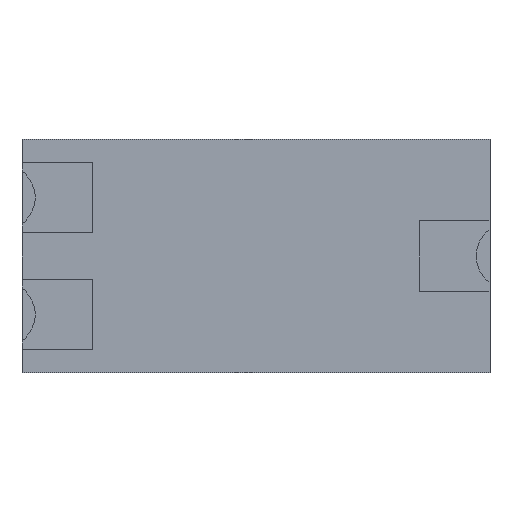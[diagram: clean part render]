
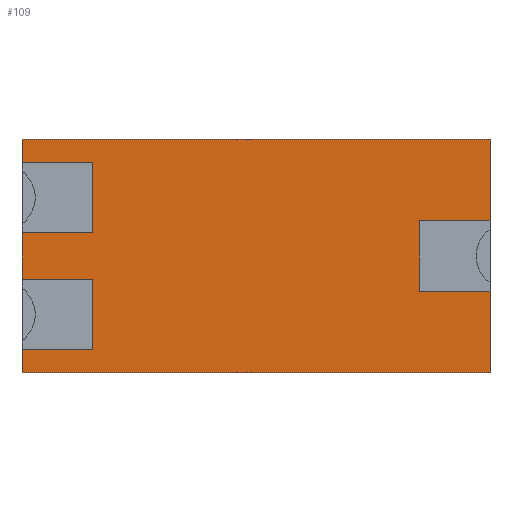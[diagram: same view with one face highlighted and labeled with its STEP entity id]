
A CAD part, front view. The second image highlights one B-rep face of the part: STEP entity #109.
In plain terms, the highlighted planar face has unit normal (0, -1, 0).
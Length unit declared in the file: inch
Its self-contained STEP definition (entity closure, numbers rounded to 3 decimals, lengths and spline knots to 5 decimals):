
#27 = VECTOR ( 'NONE', #1225, 39.37008 ) ;
#30 = ORIENTED_EDGE ( 'NONE', *, *, #722, .T. ) ;
#35 = CARTESIAN_POINT ( 'NONE',  ( -0.14275, -0.00846, 0. ) ) ;
#36 = VECTOR ( 'NONE', #104, 39.37008 ) ;
#37 = EDGE_CURVE ( 'NONE', #1197, #302, #452, .T. ) ;
#64 = ORIENTED_EDGE ( 'NONE', *, *, #37, .F. ) ;
#68 = VERTEX_POINT ( 'NONE', #1864 ) ;
#74 = LINE ( 'NONE', #1555, #650 ) ;
#86 = CARTESIAN_POINT ( 'NONE',  ( -0.07874, -0.00846, 0. ) ) ;
#102 = CARTESIAN_POINT ( 'NONE',  ( -0.14275, -0.00846, -0.00787 ) ) ;
#104 = DIRECTION ( 'NONE',  ( 1., 0., 0. ) ) ;
#109 = ADVANCED_FACE ( 'NONE', ( #1287 ), #780, .F. ) ;
#123 = EDGE_CURVE ( 'NONE', #242, #1264, #905, .T. ) ;
#135 = VECTOR ( 'NONE', #826, 39.37008 ) ;
#145 = EDGE_CURVE ( 'NONE', #844, #667, #1140, .T. ) ;
#148 = VECTOR ( 'NONE', #1594, 39.37008 ) ;
#164 = DIRECTION ( 'NONE',  ( 0., 0., -1. ) ) ;
#177 = CARTESIAN_POINT ( 'NONE',  ( -0.05512, -0.00846, 0. ) ) ;
#198 = DIRECTION ( 'NONE',  ( 1., 0., 0. ) ) ;
#203 = VERTEX_POINT ( 'NONE', #1094 ) ;
#242 = VERTEX_POINT ( 'NONE', #956 ) ;
#254 = VECTOR ( 'NONE', #1912, 39.37008 ) ;
#263 = EDGE_CURVE ( 'NONE', #1197, #1431, #366, .T. ) ;
#264 = VERTEX_POINT ( 'NONE', #1111 ) ;
#270 = LINE ( 'NONE', #1597, #1855 ) ;
#272 = ORIENTED_EDGE ( 'NONE', *, *, #1576, .F. ) ;
#302 = VERTEX_POINT ( 'NONE', #397 ) ;
#352 = CARTESIAN_POINT ( 'NONE',  ( 0.07874, -0.00846, -0.01181 ) ) ;
#362 = ORIENTED_EDGE ( 'NONE', *, *, #772, .T. ) ;
#366 = LINE ( 'NONE', #1262, #135 ) ;
#394 = ORIENTED_EDGE ( 'NONE', *, *, #669, .T. ) ;
#397 = CARTESIAN_POINT ( 'NONE',  ( -0.05512, -0.00846, 0.00787 ) ) ;
#404 = CARTESIAN_POINT ( 'NONE',  ( -0.14275, -0.00846, -0.03937 ) ) ;
#436 = EDGE_CURVE ( 'NONE', #1431, #844, #985, .T. ) ;
#452 = LINE ( 'NONE', #947, #1781 ) ;
#457 = EDGE_CURVE ( 'NONE', #565, #1033, #270, .T. ) ;
#474 = CARTESIAN_POINT ( 'NONE',  ( -0.14275, -0.00846, 0.03937 ) ) ;
#517 = VERTEX_POINT ( 'NONE', #1176 ) ;
#558 = CARTESIAN_POINT ( 'NONE',  ( 0.07874, -0.00846, -0.03937 ) ) ;
#560 = DIRECTION ( 'NONE',  ( 1., 0., 0. ) ) ;
#565 = VERTEX_POINT ( 'NONE', #1014 ) ;
#623 = ORIENTED_EDGE ( 'NONE', *, *, #436, .T. ) ;
#624 = DIRECTION ( 'NONE',  ( 0., 1., 0. ) ) ;
#635 = DIRECTION ( 'NONE',  ( 0., 0., -1. ) ) ;
#650 = VECTOR ( 'NONE', #198, 39.37008 ) ;
#667 = VERTEX_POINT ( 'NONE', #1311 ) ;
#669 = EDGE_CURVE ( 'NONE', #1837, #1392, #1105, .T. ) ;
#683 = EDGE_CURVE ( 'NONE', #68, #667, #1155, .T. ) ;
#722 = EDGE_CURVE ( 'NONE', #264, #203, #1067, .T. ) ;
#737 = CARTESIAN_POINT ( 'NONE',  ( -0.07874, -0.00846, 0.00787 ) ) ;
#744 = CARTESIAN_POINT ( 'NONE',  ( -0.14275, -0.00846, -0.01181 ) ) ;
#772 = EDGE_CURVE ( 'NONE', #242, #1033, #1706, .T. ) ;
#780 = PLANE ( 'NONE',  #936 ) ;
#821 = VECTOR ( 'NONE', #635, 39.37008 ) ;
#826 = DIRECTION ( 'NONE',  ( 0., 0., -1. ) ) ;
#844 = VERTEX_POINT ( 'NONE', #1828 ) ;
#849 = DIRECTION ( 'NONE',  ( 0., 0., -1. ) ) ;
#870 = CARTESIAN_POINT ( 'NONE',  ( -0.07874, -0.00846, -0.03937 ) ) ;
#896 = LINE ( 'NONE', #474, #1275 ) ;
#905 = LINE ( 'NONE', #1378, #27 ) ;
#912 = VECTOR ( 'NONE', #1723, 39.37008 ) ;
#913 = ORIENTED_EDGE ( 'NONE', *, *, #1362, .T. ) ;
#931 = VECTOR ( 'NONE', #560, 39.37008 ) ;
#936 = AXIS2_PLACEMENT_3D ( 'NONE', #35, #624, #1678 ) ;
#944 = LINE ( 'NONE', #86, #1195 ) ;
#947 = CARTESIAN_POINT ( 'NONE',  ( -0.14275, -0.00846, 0.00787 ) ) ;
#956 = CARTESIAN_POINT ( 'NONE',  ( 0.05512, -0.00846, 0.01181 ) ) ;
#972 = LINE ( 'NONE', #1562, #912 ) ;
#985 = LINE ( 'NONE', #102, #1808 ) ;
#1014 = CARTESIAN_POINT ( 'NONE',  ( 0.07874, -0.00846, 0.03937 ) ) ;
#1033 = VERTEX_POINT ( 'NONE', #1229 ) ;
#1047 = LINE ( 'NONE', #744, #1327 ) ;
#1067 = LINE ( 'NONE', #1448, #254 ) ;
#1094 = CARTESIAN_POINT ( 'NONE',  ( -0.07874, -0.00846, 0.0315 ) ) ;
#1105 = LINE ( 'NONE', #404, #36 ) ;
#1107 = VECTOR ( 'NONE', #164, 39.37008 ) ;
#1111 = CARTESIAN_POINT ( 'NONE',  ( -0.07874, -0.00846, 0.03937 ) ) ;
#1140 = LINE ( 'NONE', #177, #821 ) ;
#1155 = LINE ( 'NONE', #1457, #931 ) ;
#1176 = CARTESIAN_POINT ( 'NONE',  ( -0.05512, -0.00846, 0.0315 ) ) ;
#1186 = CARTESIAN_POINT ( 'NONE',  ( 0.07874, -0.00846, 0. ) ) ;
#1195 = VECTOR ( 'NONE', #1752, 39.37008 ) ;
#1197 = VERTEX_POINT ( 'NONE', #737 ) ;
#1218 = VERTEX_POINT ( 'NONE', #352 ) ;
#1225 = DIRECTION ( 'NONE',  ( 0., 0., -1. ) ) ;
#1229 = CARTESIAN_POINT ( 'NONE',  ( 0.07874, -0.00846, 0.01181 ) ) ;
#1262 = CARTESIAN_POINT ( 'NONE',  ( -0.07874, -0.00846, 0. ) ) ;
#1264 = VERTEX_POINT ( 'NONE', #1266 ) ;
#1266 = CARTESIAN_POINT ( 'NONE',  ( 0.05512, -0.00846, -0.01181 ) ) ;
#1275 = VECTOR ( 'NONE', #1671, 39.37008 ) ;
#1279 = ORIENTED_EDGE ( 'NONE', *, *, #1740, .T. ) ;
#1284 = ORIENTED_EDGE ( 'NONE', *, *, #1840, .F. ) ;
#1287 = FACE_OUTER_BOUND ( 'NONE', #1895, .T. ) ;
#1289 = CARTESIAN_POINT ( 'NONE',  ( -0.07874, -0.00846, -0.00787 ) ) ;
#1311 = CARTESIAN_POINT ( 'NONE',  ( -0.05512, -0.00846, -0.0315 ) ) ;
#1327 = VECTOR ( 'NONE', #1784, 39.37008 ) ;
#1347 = ORIENTED_EDGE ( 'NONE', *, *, #1777, .T. ) ;
#1362 = EDGE_CURVE ( 'NONE', #68, #1837, #944, .T. ) ;
#1378 = CARTESIAN_POINT ( 'NONE',  ( 0.05512, -0.00846, 0. ) ) ;
#1392 = VERTEX_POINT ( 'NONE', #558 ) ;
#1393 = DIRECTION ( 'NONE',  ( 1., 0., 0. ) ) ;
#1413 = ORIENTED_EDGE ( 'NONE', *, *, #683, .F. ) ;
#1431 = VERTEX_POINT ( 'NONE', #1289 ) ;
#1448 = CARTESIAN_POINT ( 'NONE',  ( -0.07874, -0.00846, 0. ) ) ;
#1451 = DIRECTION ( 'NONE',  ( 1., 0., 0. ) ) ;
#1457 = CARTESIAN_POINT ( 'NONE',  ( -0.14275, -0.00846, -0.0315 ) ) ;
#1547 = ORIENTED_EDGE ( 'NONE', *, *, #1851, .F. ) ;
#1555 = CARTESIAN_POINT ( 'NONE',  ( -0.14275, -0.00846, 0.0315 ) ) ;
#1562 = CARTESIAN_POINT ( 'NONE',  ( -0.05512, -0.00846, 0. ) ) ;
#1576 = EDGE_CURVE ( 'NONE', #264, #565, #896, .T. ) ;
#1594 = DIRECTION ( 'NONE',  ( 1., 0., 0. ) ) ;
#1597 = CARTESIAN_POINT ( 'NONE',  ( 0.07874, -0.00846, 0. ) ) ;
#1628 = ORIENTED_EDGE ( 'NONE', *, *, #457, .F. ) ;
#1671 = DIRECTION ( 'NONE',  ( 1., 0., 0. ) ) ;
#1675 = ORIENTED_EDGE ( 'NONE', *, *, #263, .T. ) ;
#1678 = DIRECTION ( 'NONE',  ( 0., 0., 1. ) ) ;
#1681 = LINE ( 'NONE', #1186, #1107 ) ;
#1706 = LINE ( 'NONE', #1774, #148 ) ;
#1723 = DIRECTION ( 'NONE',  ( 0., 0., -1. ) ) ;
#1740 = EDGE_CURVE ( 'NONE', #203, #517, #74, .T. ) ;
#1752 = DIRECTION ( 'NONE',  ( 0., 0., -1. ) ) ;
#1774 = CARTESIAN_POINT ( 'NONE',  ( -0.14275, -0.00846, 0.01181 ) ) ;
#1777 = EDGE_CURVE ( 'NONE', #517, #302, #972, .T. ) ;
#1781 = VECTOR ( 'NONE', #1393, 39.37008 ) ;
#1784 = DIRECTION ( 'NONE',  ( 1., 0., 0. ) ) ;
#1808 = VECTOR ( 'NONE', #1451, 39.37008 ) ;
#1828 = CARTESIAN_POINT ( 'NONE',  ( -0.05512, -0.00846, -0.00787 ) ) ;
#1837 = VERTEX_POINT ( 'NONE', #870 ) ;
#1840 = EDGE_CURVE ( 'NONE', #1264, #1218, #1047, .T. ) ;
#1851 = EDGE_CURVE ( 'NONE', #1218, #1392, #1681, .T. ) ;
#1855 = VECTOR ( 'NONE', #849, 39.37008 ) ;
#1864 = CARTESIAN_POINT ( 'NONE',  ( -0.07874, -0.00846, -0.0315 ) ) ;
#1895 = EDGE_LOOP ( 'NONE', ( #1675, #623, #1927, #1413, #913, #394, #1547, #1284, #1903, #362, #1628, #272, #30, #1279, #1347, #64 ) ) ;
#1903 = ORIENTED_EDGE ( 'NONE', *, *, #123, .F. ) ;
#1912 = DIRECTION ( 'NONE',  ( 0., 0., -1. ) ) ;
#1927 = ORIENTED_EDGE ( 'NONE', *, *, #145, .T. ) ;
